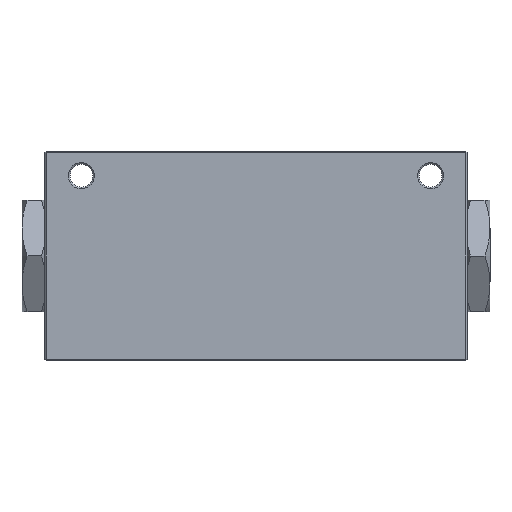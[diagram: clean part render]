
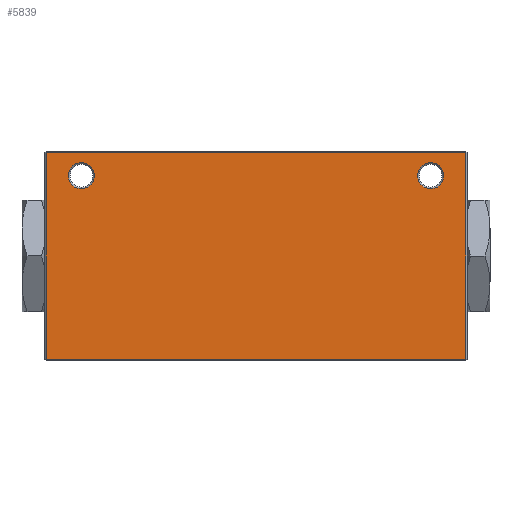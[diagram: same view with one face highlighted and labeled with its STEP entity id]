
A CAD part, left-side view. The second image highlights one B-rep face of the part: STEP entity #5839.
In plain terms, the highlighted planar face has unit normal (-1, 0, 0).
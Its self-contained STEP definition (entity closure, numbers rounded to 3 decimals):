
#81=LINE('',#7986,#191);
#82=LINE('',#7989,#192);
#83=LINE('',#7991,#193);
#84=LINE('',#7993,#194);
#191=VECTOR('',#6695,1000.);
#192=VECTOR('',#6696,1000.);
#193=VECTOR('',#6697,1000.);
#194=VECTOR('',#6698,1000.);
#306=PLANE('',#6159);
#696=ORIENTED_EDGE('',*,*,#1710,.F.);
#697=ORIENTED_EDGE('',*,*,#1732,.F.);
#698=ORIENTED_EDGE('',*,*,#1737,.F.);
#699=ORIENTED_EDGE('',*,*,#1738,.F.);
#700=ORIENTED_EDGE('',*,*,#1739,.F.);
#701=ORIENTED_EDGE('',*,*,#1740,.F.);
#1710=EDGE_CURVE('',#2240,#2240,#2622,.T.);
#1732=EDGE_CURVE('',#2262,#2262,#2643,.T.);
#1737=EDGE_CURVE('',#2267,#2268,#81,.T.);
#1738=EDGE_CURVE('',#2269,#2267,#82,.T.);
#1739=EDGE_CURVE('',#2270,#2269,#83,.T.);
#1740=EDGE_CURVE('',#2268,#2270,#84,.T.);
#2240=VERTEX_POINT('',#7678);
#2262=VERTEX_POINT('',#7854);
#2267=VERTEX_POINT('',#7987);
#2268=VERTEX_POINT('',#7988);
#2269=VERTEX_POINT('',#7990);
#2270=VERTEX_POINT('',#7992);
#2622=CIRCLE('',#6116,3.75);
#2643=CIRCLE('',#6151,3.75);
#2843=EDGE_LOOP('',(#696));
#2844=EDGE_LOOP('',(#697));
#2845=EDGE_LOOP('',(#698,#699,#700,#701));
#3348=FACE_BOUND('',#2843,.T.);
#3349=FACE_BOUND('',#2844,.T.);
#3350=FACE_BOUND('',#2845,.T.);
#5839=ADVANCED_FACE('',(#3348,#3349,#3350),#306,.T.);
#6116=AXIS2_PLACEMENT_3D('',#7677,#6607,#6608);
#6151=AXIS2_PLACEMENT_3D('',#7853,#6677,#6678);
#6159=AXIS2_PLACEMENT_3D('',#7985,#6693,#6694);
#6607=DIRECTION('',(-1.,0.,0.));
#6608=DIRECTION('',(0.,1.,0.));
#6677=DIRECTION('',(-1.,0.,0.));
#6678=DIRECTION('',(0.,-1.,0.));
#6693=DIRECTION('',(-1.,0.,0.));
#6694=DIRECTION('',(0.,0.,1.));
#6695=DIRECTION('',(0.,-1.,0.));
#6696=DIRECTION('',(0.,0.,1.));
#6697=DIRECTION('',(0.,1.,0.));
#6698=DIRECTION('',(0.,0.,-1.));
#7677=CARTESIAN_POINT('',(-20.,-50.,23.));
#7678=CARTESIAN_POINT('',(-20.,-53.75,23.));
#7853=CARTESIAN_POINT('',(-20.,50.,23.));
#7854=CARTESIAN_POINT('',(-20.,53.75,23.));
#7985=CARTESIAN_POINT('',(-20.,0.,30.));
#7986=CARTESIAN_POINT('',(-20.,0.,29.5));
#7987=CARTESIAN_POINT('',(-20.,60.,29.5));
#7988=CARTESIAN_POINT('',(-20.,-60.,29.5));
#7989=CARTESIAN_POINT('',(-20.,60.,15.));
#7990=CARTESIAN_POINT('',(-20.,60.,-29.5));
#7991=CARTESIAN_POINT('',(-20.,0.,-29.5));
#7992=CARTESIAN_POINT('',(-20.,-60.,-29.5));
#7993=CARTESIAN_POINT('',(-20.,-60.,15.));
